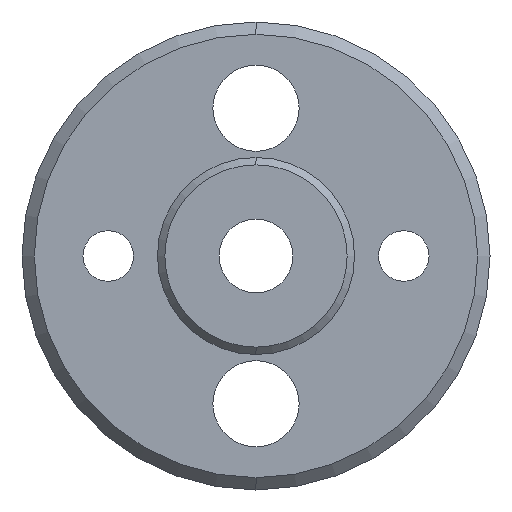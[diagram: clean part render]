
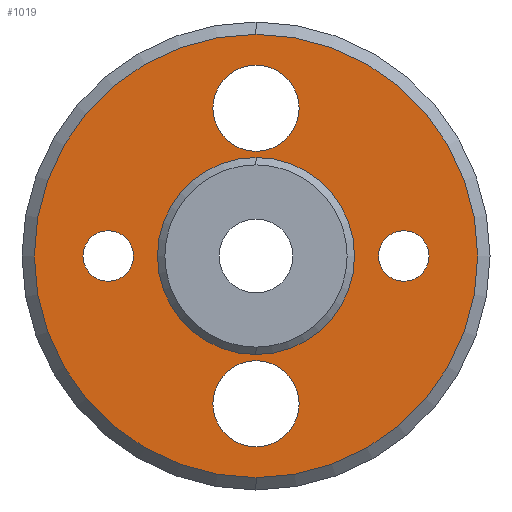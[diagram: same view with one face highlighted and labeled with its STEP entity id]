
A CAD part, left-side view. The second image highlights one B-rep face of the part: STEP entity #1019.
In plain terms, the highlighted planar face has unit normal (-1, 0, 0).
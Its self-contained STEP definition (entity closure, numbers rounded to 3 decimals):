
#4 = EDGE_CURVE ( 'NONE', #28, #333, #576, .T. ) ;
#28 = VERTEX_POINT ( 'NONE', #439 ) ;
#29 = AXIS2_PLACEMENT_3D ( 'NONE', #1023, #332, #422 ) ;
#35 = VERTEX_POINT ( 'NONE', #812 ) ;
#37 = CARTESIAN_POINT ( 'NONE',  ( 0., 6., 1.025 ) ) ;
#52 = ORIENTED_EDGE ( 'NONE', *, *, #800, .T. ) ;
#55 = ORIENTED_EDGE ( 'NONE', *, *, #74, .T. ) ;
#59 = CARTESIAN_POINT ( 'NONE',  ( 0., 6., -1.025 ) ) ;
#73 = VERTEX_POINT ( 'NONE', #37 ) ;
#74 = EDGE_CURVE ( 'NONE', #918, #257, #91, .T. ) ;
#88 = VERTEX_POINT ( 'NONE', #347 ) ;
#91 = CIRCLE ( 'NONE', #366, 1.025 ) ;
#98 = DIRECTION ( 'NONE',  ( 1., 0., 0. ) ) ;
#105 = EDGE_CURVE ( 'NONE', #73, #215, #534, .T. ) ;
#110 = DIRECTION ( 'NONE',  ( 1., 0., 0. ) ) ;
#126 = DIRECTION ( 'NONE',  ( 0., 0., -1. ) ) ;
#131 = CARTESIAN_POINT ( 'NONE',  ( 0., -6., -1.025 ) ) ;
#158 = EDGE_LOOP ( 'NONE', ( #886, #55 ) ) ;
#166 = CARTESIAN_POINT ( 'NONE',  ( 0., 0., -9. ) ) ;
#172 = FACE_BOUND ( 'NONE', #343, .T. ) ;
#178 = EDGE_LOOP ( 'NONE', ( #602, #559 ) ) ;
#185 = CARTESIAN_POINT ( 'NONE',  ( 0., -6., 0. ) ) ;
#207 = EDGE_CURVE ( 'NONE', #460, #88, #255, .T. ) ;
#215 = VERTEX_POINT ( 'NONE', #59 ) ;
#216 = CARTESIAN_POINT ( 'NONE',  ( 0., 0., -3.55 ) ) ;
#220 = DIRECTION ( 'NONE',  ( 0., 0., -1. ) ) ;
#222 = EDGE_CURVE ( 'NONE', #351, #35, #560, .T. ) ;
#228 = CARTESIAN_POINT ( 'NONE',  ( 0., 0., 6. ) ) ;
#246 = DIRECTION ( 'NONE',  ( 0., 0., -1. ) ) ;
#255 = CIRCLE ( 'NONE', #1011, 9. ) ;
#257 = VERTEX_POINT ( 'NONE', #131 ) ;
#266 = CARTESIAN_POINT ( 'NONE',  ( 0., 0., 0. ) ) ;
#267 = ORIENTED_EDGE ( 'NONE', *, *, #222, .T. ) ;
#271 = CARTESIAN_POINT ( 'NONE',  ( 0., 6., 0. ) ) ;
#279 = VERTEX_POINT ( 'NONE', #388 ) ;
#307 = EDGE_CURVE ( 'NONE', #215, #73, #519, .T. ) ;
#326 = FACE_BOUND ( 'NONE', #178, .T. ) ;
#332 = DIRECTION ( 'NONE',  ( 1., 0., 0. ) ) ;
#333 = VERTEX_POINT ( 'NONE', #216 ) ;
#342 = AXIS2_PLACEMENT_3D ( 'NONE', #895, #830, #917 ) ;
#343 = EDGE_LOOP ( 'NONE', ( #52, #879 ) ) ;
#344 = AXIS2_PLACEMENT_3D ( 'NONE', #271, #593, #910 ) ;
#347 = CARTESIAN_POINT ( 'NONE',  ( 0., 0., 9. ) ) ;
#351 = VERTEX_POINT ( 'NONE', #1016 ) ;
#365 = AXIS2_PLACEMENT_3D ( 'NONE', #828, #110, #246 ) ;
#366 = AXIS2_PLACEMENT_3D ( 'NONE', #185, #738, #657 ) ;
#378 = DIRECTION ( 'NONE',  ( 0., 0., -1. ) ) ;
#385 = CIRCLE ( 'NONE', #973, 3.55 ) ;
#388 = CARTESIAN_POINT ( 'NONE',  ( 0., 0., -7.75 ) ) ;
#389 = DIRECTION ( 'NONE',  ( 1., 0., 0. ) ) ;
#401 = AXIS2_PLACEMENT_3D ( 'NONE', #266, #893, #655 ) ;
#418 = CARTESIAN_POINT ( 'NONE',  ( 0., -6., 0. ) ) ;
#422 = DIRECTION ( 'NONE',  ( 0., 0., -1. ) ) ;
#439 = CARTESIAN_POINT ( 'NONE',  ( 0., 0., 3.55 ) ) ;
#460 = VERTEX_POINT ( 'NONE', #166 ) ;
#463 = CARTESIAN_POINT ( 'NONE',  ( 0., -6., 1.025 ) ) ;
#466 = AXIS2_PLACEMENT_3D ( 'NONE', #815, #98, #869 ) ;
#474 = FACE_BOUND ( 'NONE', #158, .T. ) ;
#479 = CIRCLE ( 'NONE', #29, 1.75 ) ;
#519 = CIRCLE ( 'NONE', #595, 1.025 ) ;
#534 = CIRCLE ( 'NONE', #344, 1.025 ) ;
#538 = EDGE_LOOP ( 'NONE', ( #267, #836 ) ) ;
#551 = FACE_OUTER_BOUND ( 'NONE', #840, .T. ) ;
#557 = CIRCLE ( 'NONE', #365, 1.75 ) ;
#559 = ORIENTED_EDGE ( 'NONE', *, *, #4, .T. ) ;
#560 = CIRCLE ( 'NONE', #679, 1.75 ) ;
#576 = CIRCLE ( 'NONE', #342, 3.55 ) ;
#593 = DIRECTION ( 'NONE',  ( 1., 0., 0. ) ) ;
#595 = AXIS2_PLACEMENT_3D ( 'NONE', #781, #927, #220 ) ;
#597 = ORIENTED_EDGE ( 'NONE', *, *, #105, .T. ) ;
#602 = ORIENTED_EDGE ( 'NONE', *, *, #834, .T. ) ;
#607 = CARTESIAN_POINT ( 'NONE',  ( 0., 0., 0. ) ) ;
#619 = AXIS2_PLACEMENT_3D ( 'NONE', #418, #737, #967 ) ;
#630 = ORIENTED_EDGE ( 'NONE', *, *, #207, .T. ) ;
#641 = VERTEX_POINT ( 'NONE', #727 ) ;
#655 = DIRECTION ( 'NONE',  ( 0., 0., -1. ) ) ;
#657 = DIRECTION ( 'NONE',  ( 0., 0., -1. ) ) ;
#679 = AXIS2_PLACEMENT_3D ( 'NONE', #228, #688, #1007 ) ;
#688 = DIRECTION ( 'NONE',  ( 1., 0., 0. ) ) ;
#726 = AXIS2_PLACEMENT_3D ( 'NONE', #817, #975, #749 ) ;
#727 = CARTESIAN_POINT ( 'NONE',  ( 0., 0., -4.25 ) ) ;
#737 = DIRECTION ( 'NONE',  ( 1., 0., 0. ) ) ;
#738 = DIRECTION ( 'NONE',  ( 1., 0., 0. ) ) ;
#747 = EDGE_CURVE ( 'NONE', #257, #918, #853, .T. ) ;
#749 = DIRECTION ( 'NONE',  ( 0., 0., -1. ) ) ;
#763 = ORIENTED_EDGE ( 'NONE', *, *, #307, .T. ) ;
#771 = EDGE_CURVE ( 'NONE', #35, #351, #557, .T. ) ;
#781 = CARTESIAN_POINT ( 'NONE',  ( 0., 6., 0. ) ) ;
#786 = DIRECTION ( 'NONE',  ( -1., 0., 0. ) ) ;
#789 = EDGE_CURVE ( 'NONE', #88, #460, #829, .T. ) ;
#794 = CIRCLE ( 'NONE', #726, 1.75 ) ;
#795 = PLANE ( 'NONE',  #466 ) ;
#800 = EDGE_CURVE ( 'NONE', #279, #641, #794, .T. ) ;
#812 = CARTESIAN_POINT ( 'NONE',  ( 0., 0., 7.75 ) ) ;
#815 = CARTESIAN_POINT ( 'NONE',  ( 0., 3.25, 0. ) ) ;
#817 = CARTESIAN_POINT ( 'NONE',  ( 0., 0., -6. ) ) ;
#828 = CARTESIAN_POINT ( 'NONE',  ( 0., 0., 6. ) ) ;
#829 = CIRCLE ( 'NONE', #401, 9. ) ;
#830 = DIRECTION ( 'NONE',  ( 1., 0., 0. ) ) ;
#834 = EDGE_CURVE ( 'NONE', #333, #28, #385, .T. ) ;
#836 = ORIENTED_EDGE ( 'NONE', *, *, #771, .T. ) ;
#840 = EDGE_LOOP ( 'NONE', ( #630, #883 ) ) ;
#853 = CIRCLE ( 'NONE', #619, 1.025 ) ;
#867 = CARTESIAN_POINT ( 'NONE',  ( 0., 0., 0. ) ) ;
#869 = DIRECTION ( 'NONE',  ( 0., 0., -1. ) ) ;
#879 = ORIENTED_EDGE ( 'NONE', *, *, #964, .T. ) ;
#883 = ORIENTED_EDGE ( 'NONE', *, *, #789, .T. ) ;
#886 = ORIENTED_EDGE ( 'NONE', *, *, #747, .T. ) ;
#893 = DIRECTION ( 'NONE',  ( -1., 0., 0. ) ) ;
#895 = CARTESIAN_POINT ( 'NONE',  ( 0., 0., 0. ) ) ;
#897 = FACE_BOUND ( 'NONE', #538, .T. ) ;
#910 = DIRECTION ( 'NONE',  ( 0., 0., -1. ) ) ;
#917 = DIRECTION ( 'NONE',  ( 0., 0., -1. ) ) ;
#918 = VERTEX_POINT ( 'NONE', #463 ) ;
#927 = DIRECTION ( 'NONE',  ( 1., 0., 0. ) ) ;
#937 = FACE_BOUND ( 'NONE', #966, .T. ) ;
#964 = EDGE_CURVE ( 'NONE', #641, #279, #479, .T. ) ;
#966 = EDGE_LOOP ( 'NONE', ( #763, #597 ) ) ;
#967 = DIRECTION ( 'NONE',  ( 0., 0., -1. ) ) ;
#973 = AXIS2_PLACEMENT_3D ( 'NONE', #607, #389, #126 ) ;
#975 = DIRECTION ( 'NONE',  ( 1., 0., 0. ) ) ;
#1007 = DIRECTION ( 'NONE',  ( 0., 0., -1. ) ) ;
#1011 = AXIS2_PLACEMENT_3D ( 'NONE', #867, #786, #378 ) ;
#1016 = CARTESIAN_POINT ( 'NONE',  ( 0., 0., 4.25 ) ) ;
#1019 = ADVANCED_FACE ( 'NONE', ( #551, #897, #172, #326, #937, #474 ), #795, .F. ) ;
#1023 = CARTESIAN_POINT ( 'NONE',  ( 0., 0., -6. ) ) ;
